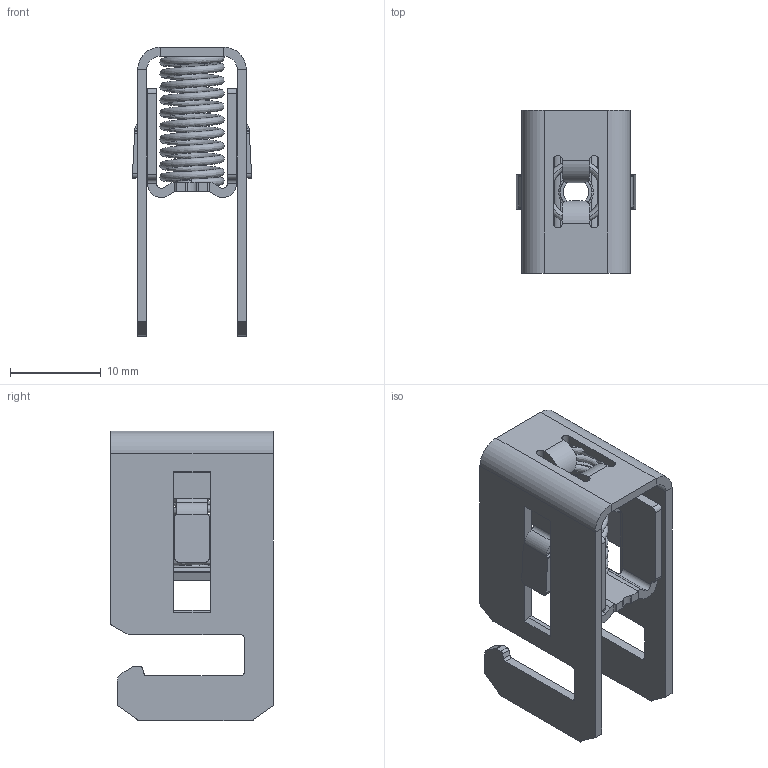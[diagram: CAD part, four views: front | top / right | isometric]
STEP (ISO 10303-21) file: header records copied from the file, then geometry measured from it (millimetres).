
FILE_DESCRIPTION(('CATIA V5R22 STEP214','CAx-IF Rec.Pracs.--- Model Styling and Organization---1.4--- 2014-01-23'),'2;1');
FILE_NAME ('020495-2_3', '2022-09-27T13:04:38+00:00', ('Weidmueller Interface'), ('Weidmueller'), 'CATIA Version 5-6 Release 2016 SP3 HF44', 'CATIA V5 STEP AP214', 'none');
FILE_SCHEMA(('AUTOMOTIVE_DESIGN { 1 0 10303 214 1 1 1 1 }'));
Length unit declared in the file: millimetre
Products named in the file (1): 1753311001
Bounding box: 13.2 x 18 x 32 mm (x, y, z)
Volume: 1568.7 mm3; surface area: 4014.2 mm2
Topology: 3 solids, 3 shells, 224 faces, 642 edges, 420 vertices
Faces by surface type: plane 118, cylinder 90, bspline 10, extrusion 4, torus 2
Entity records: 9322 total; most frequent: CARTESIAN_POINT 3722, ORIENTED_EDGE 1284, DIRECTION 936, EDGE_CURVE 642, VERTEX_POINT 420, VECTOR 393, LINE 389, AXIS2_PLACEMENT_3D 358
